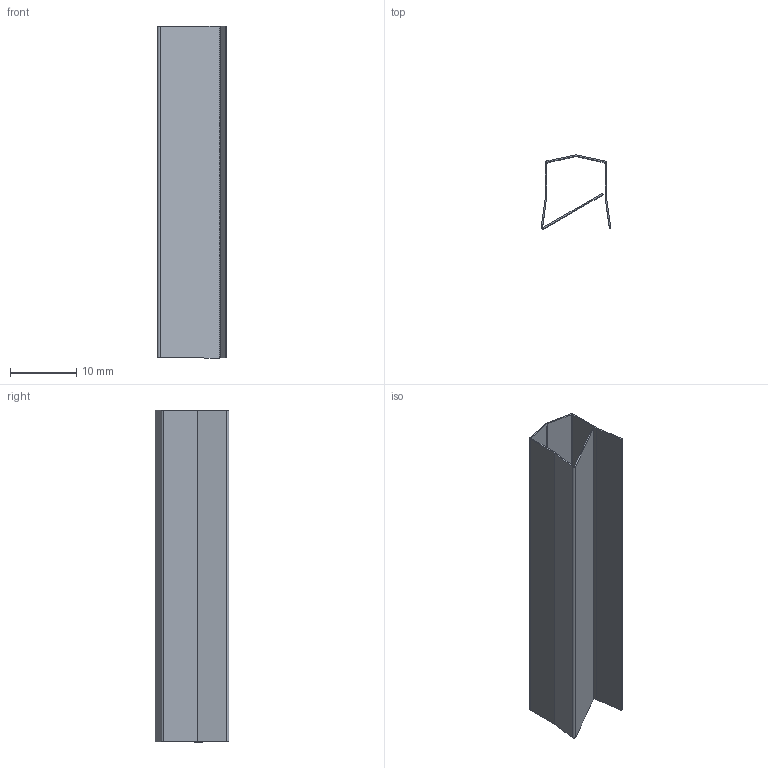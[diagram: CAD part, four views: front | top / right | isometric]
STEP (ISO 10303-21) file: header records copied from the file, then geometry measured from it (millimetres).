
FILE_DESCRIPTION (( 'STEP AP214' ), '1' );
FILE_NAME ('7218610', '2019-02-04T09:42:49', ( '' ), ('JUGARD+KÜNSTNER GmbH'), 'SwSTEP 2.0', 'SolidWorks 2017', '' );
FILE_SCHEMA (( 'AUTOMOTIVE_DESIGN' ));
Length unit declared in the file: millimetre
Products named in the file (1): 7218610_CNAJF00
Bounding box: 10.46 x 11.11 x 50 mm (x, y, z)
Volume: 395.7 mm3; surface area: 3986.5 mm2
Topology: 1 solids, 1 shells, 26 faces, 72 edges, 48 vertices
Faces by surface type: plane 18, cylinder 8
Entity records: 866 total; most frequent: CARTESIAN_POINT 147, ORIENTED_EDGE 144, DIRECTION 142, EDGE_CURVE 72, VECTOR 56, LINE 56, VERTEX_POINT 48, AXIS2_PLACEMENT_3D 43
